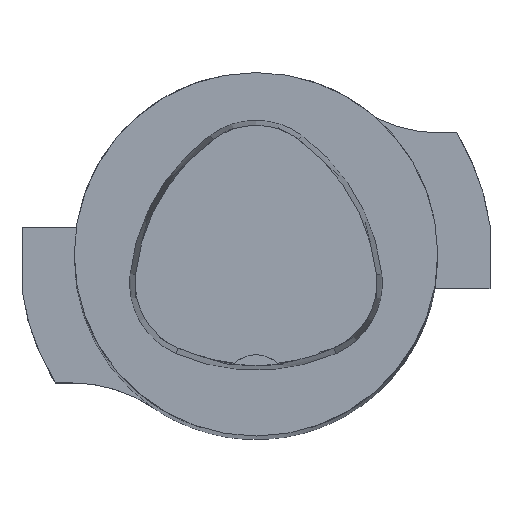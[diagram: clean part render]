
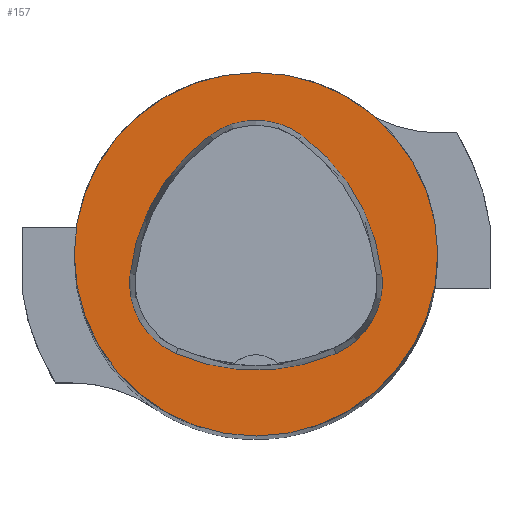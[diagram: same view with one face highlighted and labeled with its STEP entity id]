
A CAD part, top view. The second image highlights one B-rep face of the part: STEP entity #157.
In plain terms, the highlighted planar face has unit normal (0, 0, 1).
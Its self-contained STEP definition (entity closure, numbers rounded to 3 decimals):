
#61=CIRCLE('',#1456,40.);
#62=CIRCLE('',#1462,44.);
#64=CIRCLE('',#1465,17.);
#66=CIRCLE('',#1468,44.);
#68=CIRCLE('',#1471,17.);
#72=CIRCLE('',#1476,44.);
#74=CIRCLE('',#1479,17.);
#138=FACE_BOUND('',#367,.T.);
#139=FACE_BOUND('',#368,.T.);
#157=ADVANCED_FACE('',(#138,#139),#227,.T.);
#227=PLANE('',#1484);
#367=EDGE_LOOP('',(#559,#560,#561,#562,#563,#564));
#368=EDGE_LOOP('',(#565));
#559=ORIENTED_EDGE('',*,*,#1054,.T.);
#560=ORIENTED_EDGE('',*,*,#1034,.T.);
#561=ORIENTED_EDGE('',*,*,#1038,.T.);
#562=ORIENTED_EDGE('',*,*,#1041,.T.);
#563=ORIENTED_EDGE('',*,*,#1044,.T.);
#564=ORIENTED_EDGE('',*,*,#1052,.T.);
#565=ORIENTED_EDGE('',*,*,#1025,.F.);
#892=VERTEX_POINT('',#2094);
#901=VERTEX_POINT('',#2113);
#902=VERTEX_POINT('',#2114);
#905=VERTEX_POINT('',#2122);
#907=VERTEX_POINT('',#2128);
#909=VERTEX_POINT('',#2134);
#916=VERTEX_POINT('',#2155);
#1025=EDGE_CURVE('',#892,#892,#61,.T.);
#1034=EDGE_CURVE('',#901,#902,#62,.T.);
#1038=EDGE_CURVE('',#902,#905,#64,.T.);
#1041=EDGE_CURVE('',#905,#907,#66,.T.);
#1044=EDGE_CURVE('',#907,#909,#68,.T.);
#1052=EDGE_CURVE('',#909,#916,#72,.T.);
#1054=EDGE_CURVE('',#916,#901,#74,.T.);
#1456=AXIS2_PLACEMENT_3D('',#2093,#1638,#1639);
#1462=AXIS2_PLACEMENT_3D('',#2112,#1654,#1655);
#1465=AXIS2_PLACEMENT_3D('',#2121,#1662,#1663);
#1468=AXIS2_PLACEMENT_3D('',#2127,#1669,#1670);
#1471=AXIS2_PLACEMENT_3D('',#2133,#1676,#1677);
#1476=AXIS2_PLACEMENT_3D('',#2156,#1688,#1689);
#1479=AXIS2_PLACEMENT_3D('',#2159,#1694,#1695);
#1484=AXIS2_PLACEMENT_3D('',#2164,#1704,#1705);
#1638=DIRECTION('',(0.,0.,-1.));
#1639=DIRECTION('',(-1.,0.,0.));
#1654=DIRECTION('',(0.,0.,-1.));
#1655=DIRECTION('',(-1.,0.,0.));
#1662=DIRECTION('',(0.,0.,-1.));
#1663=DIRECTION('',(-1.,0.,0.));
#1669=DIRECTION('',(0.,0.,-1.));
#1670=DIRECTION('',(-1.,0.,0.));
#1676=DIRECTION('',(0.,0.,-1.));
#1677=DIRECTION('',(-1.,0.,0.));
#1688=DIRECTION('',(0.,0.,-1.));
#1689=DIRECTION('',(-1.,0.,0.));
#1694=DIRECTION('',(0.,0.,-1.));
#1695=DIRECTION('',(-1.,0.,0.));
#1704=DIRECTION('',(0.,0.,1.));
#1705=DIRECTION('',(-1.,0.,0.));
#2093=CARTESIAN_POINT('',(0.,0.,0.));
#2094=CARTESIAN_POINT('',(-40.,0.,0.));
#2112=CARTESIAN_POINT('',(16.01,-9.224,0.));
#2113=CARTESIAN_POINT('',(-27.722,-4.378,0.));
#2114=CARTESIAN_POINT('',(-10.119,26.178,0.));
#2121=CARTESIAN_POINT('',(-0.023,12.5,0.));
#2122=CARTESIAN_POINT('',(10.049,26.194,0.));
#2127=CARTESIAN_POINT('',(-16.021,-9.25,0.));
#2128=CARTESIAN_POINT('',(27.71,-4.394,0.));
#2133=CARTESIAN_POINT('',(10.814,-6.27,0.));
#2134=CARTESIAN_POINT('',(17.611,-21.852,0.));
#2155=CARTESIAN_POINT('',(-17.652,-21.819,0.));
#2156=CARTESIAN_POINT('',(0.017,18.477,0.));
#2159=CARTESIAN_POINT('',(-10.825,-6.25,0.));
#2164=CARTESIAN_POINT('',(0.,0.,0.));
